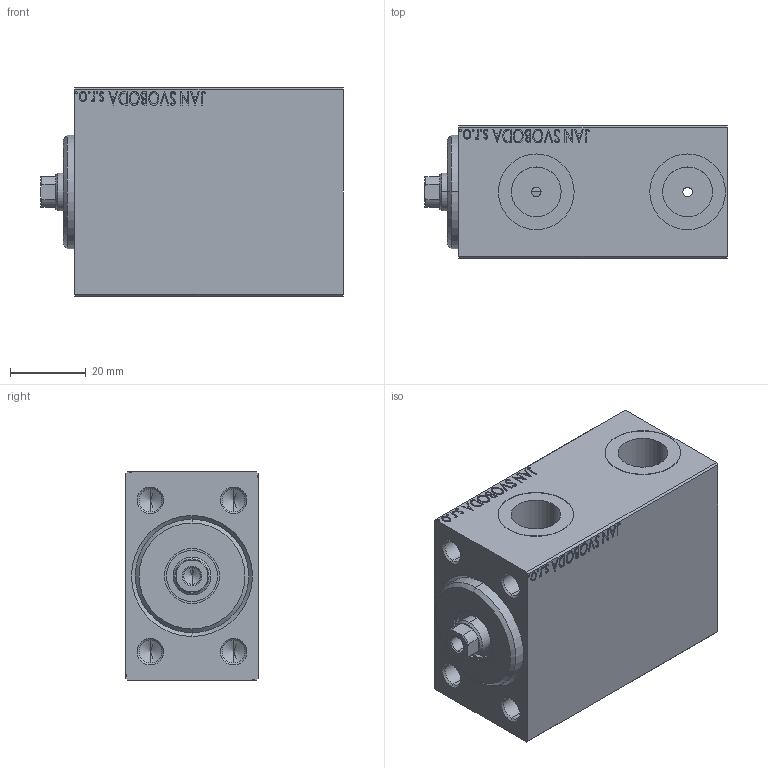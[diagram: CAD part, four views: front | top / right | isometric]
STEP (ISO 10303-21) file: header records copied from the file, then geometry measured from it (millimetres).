
FILE_DESCRIPTION (( 'STEP AP203' ), '1' );
FILE_NAME ('af5e.STEP', '2022-04-17T13:00:59', ( '' ), ( '' ), 'SwSTEP 2.0', 'SolidWorks 2019', '' );
FILE_SCHEMA (( 'CONFIG_CONTROL_DESIGN' ));
Length unit declared in the file: millimetre
Products named in the file (4): V450CM_B_VCP 0d0fd23751f166b23dd12e32f3a31427; V450CM_VC_B 0d0fd23751f166b23dd12e32f3a31427; af5e; V450CM_B_Body 0d0fd23751f166b23dd12e32f3a31427
Assembly tree (3 placements, depth 2):
  af5e
    V450CM_B_Body 0d0fd23751f166b23dd12e32f3a31427
    V450CM_B_VCP 0d0fd23751f166b23dd12e32f3a31427
    V450CM_VC_B 0d0fd23751f166b23dd12e32f3a31427
Bounding box: 80 x 35 x 55 mm (x, y, z)
Volume: 125838.4 mm3; surface area: 28241.5 mm2
Topology: 3 solids, 3 shells, 895 faces, 2286 edges, 1497 vertices
Faces by surface type: plane 405, bspline 380, cylinder 64, cone 46
Entity records: 44764 total; most frequent: CARTESIAN_POINT 25246, ORIENTED_EDGE 4536, DIRECTION 2694, EDGE_CURVE 2268, VERTEX_POINT 1497, LINE 1340, VECTOR 1340, EDGE_LOOP 1021
